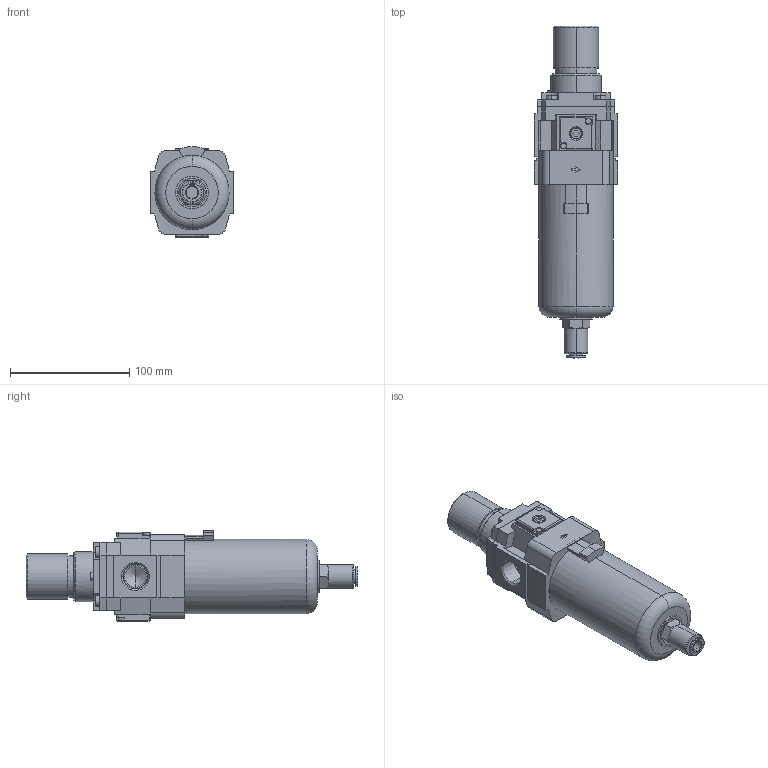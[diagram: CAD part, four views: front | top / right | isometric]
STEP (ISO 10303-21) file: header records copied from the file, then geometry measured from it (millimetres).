
FILE_DESCRIPTION (( 'STEP AP214' ), '1' );
FILE_NAME ('AW40-F04D-B.step.step', '2016-05-25T15:09:01', ( 'Windows User' ), ( '' ), 'SwSTEP 2.0', 'SolidWorks 2016', '' );
FILE_SCHEMA (( 'AUTOMOTIVE_DESIGN' ));
Length unit declared in the file: millimetre
Products named in the file (7): AW40-F04D-B.step; AW40-F04D-B.step_AW_Drain_30C; AW40-F04D-B.step_AW3020A Plug_01; AW40-F04D-B.step_AW3020A Gauge_40; AW40-F04D-B.step_AW3020A Gauge_20; AW40-F04D-B.step_AW_Bowl_40C; AW40-F04D-B.step_AW3020A Body_40
Assembly tree (6 placements, depth 2):
  AW40-F04D-B.step
    AW40-F04D-B.step_AW3020A Body_40
    AW40-F04D-B.step_AW_Bowl_40C
    AW40-F04D-B.step_AW3020A Gauge_20
    AW40-F04D-B.step_AW3020A Gauge_40
    AW40-F04D-B.step_AW3020A Plug_01
    AW40-F04D-B.step_AW_Drain_30C
Bounding box: 70 x 278.5 x 75.9 mm (x, y, z)
Volume: 701278.4 mm3; surface area: 75909.9 mm2
Topology: 6 solids, 6 shells, 331 faces, 817 edges, 518 vertices
Faces by surface type: plane 184, cylinder 74, cone 40, bspline 21, torus 8, sphere 4
Entity records: 11862 total; most frequent: CARTESIAN_POINT 3034, ORIENTED_EDGE 1618, DIRECTION 1605, EDGE_CURVE 809, LINE 539, VECTOR 539, AXIS2_PLACEMENT_3D 533, VERTEX_POINT 518
